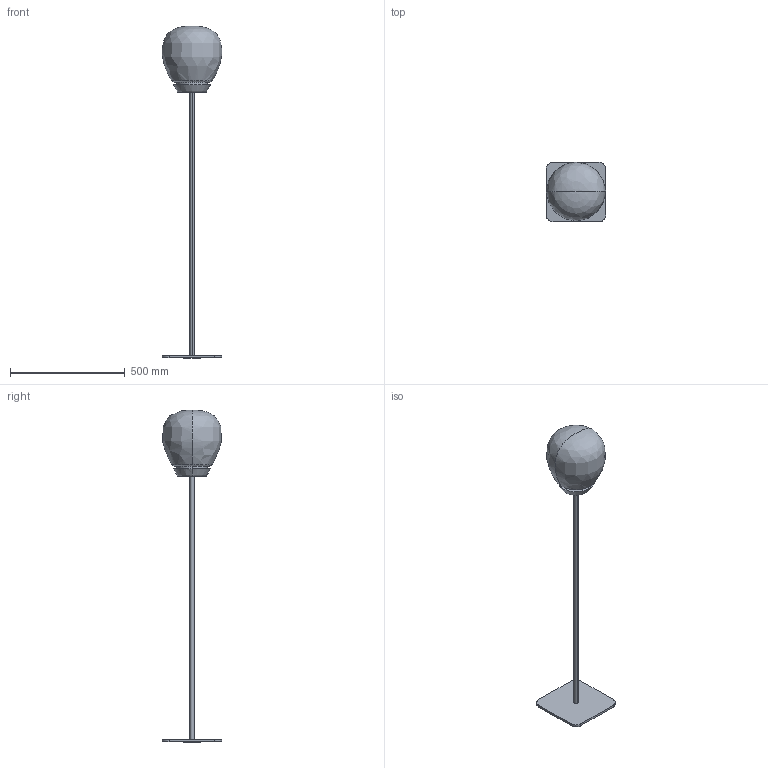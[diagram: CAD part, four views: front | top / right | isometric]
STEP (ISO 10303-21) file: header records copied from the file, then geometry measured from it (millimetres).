
FILE_DESCRIPTION(/* description */ (''),/* implementation_level */ '2;1');
FILE_NAME(/* name */ 'Empatia 260 terra',/* time_stamp */ '2015-03-02T15:49:52+01:00',/* author */ (''),/* organization */ (''),/* preprocessor_version */ 'ST-DEVELOPER v10',/* originating_system */ '',/* authorisation */ '');
FILE_SCHEMA (('CONFIG_CONTROL_DESIGN'));
Length unit declared in the file: millimetre
Products named in the file (1): 1
Bounding box: 260 x 260 x 1449 mm (x, y, z)
Volume: 3095694.6 mm3; surface area: 705147.9 mm2
Topology: 3 solids, 3 shells, 50 faces, 113 edges, 69 vertices
Faces by surface type: bspline 38, plane 12
Entity records: 2501 total; most frequent: CARTESIAN_POINT 1799, ORIENTED_EDGE 218, EDGE_CURVE 109, VERTEX_POINT 69, EDGE_LOOP 54, ADVANCED_FACE 50, FACE_OUTER_BOUND 50, B_SPLINE_CURVE_WITH_KNOTS 16
